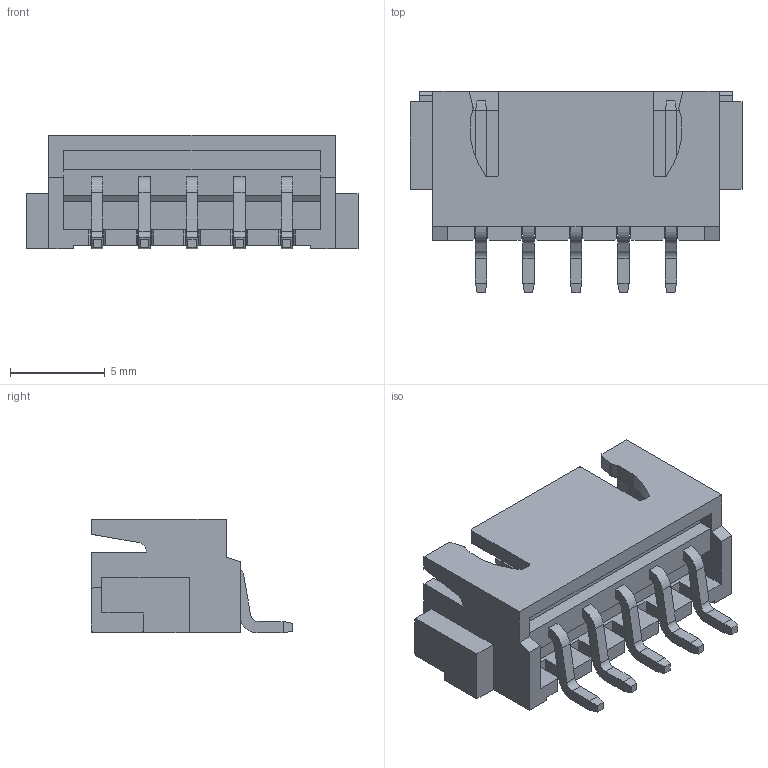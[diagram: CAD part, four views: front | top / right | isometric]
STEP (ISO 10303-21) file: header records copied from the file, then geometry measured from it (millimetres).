
FILE_DESCRIPTION (( 'STEP AP214' ), '1' );
FILE_NAME ('S5B-XH-SM4-TB.STEP', '2019-10-04T21:26:51', ( 'AVRASM1234' ), ( '' ), 'SwSTEP 2.0', 'SolidWorks 2017', '' );
FILE_SCHEMA (( 'AUTOMOTIVE_DESIGN' ));
Length unit declared in the file: millimetre
Products named in the file (1): S5B-XH-SM4-TB
Bounding box: 17.5 x 10.6 x 6 mm (x, y, z)
Volume: 339.9 mm3; surface area: 1053.1 mm2
Topology: 8 solids, 8 shells, 318 faces, 860 edges, 558 vertices
Faces by surface type: plane 273, cylinder 45
Entity records: 11012 total; most frequent: CARTESIAN_POINT 1737, ORIENTED_EDGE 1720, DIRECTION 1588, EDGE_CURVE 860, VECTOR 770, LINE 770, VERTEX_POINT 558, AXIS2_PLACEMENT_3D 409
